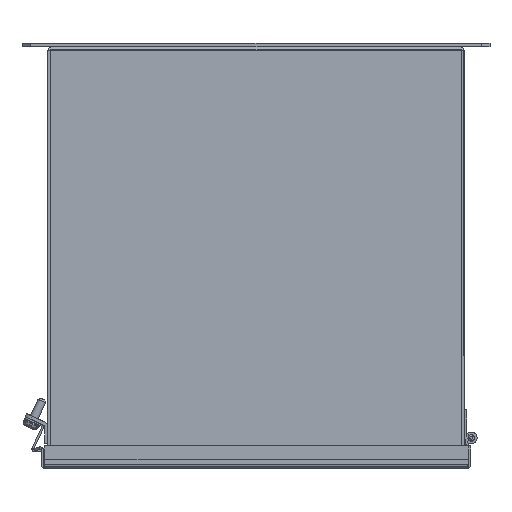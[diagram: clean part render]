
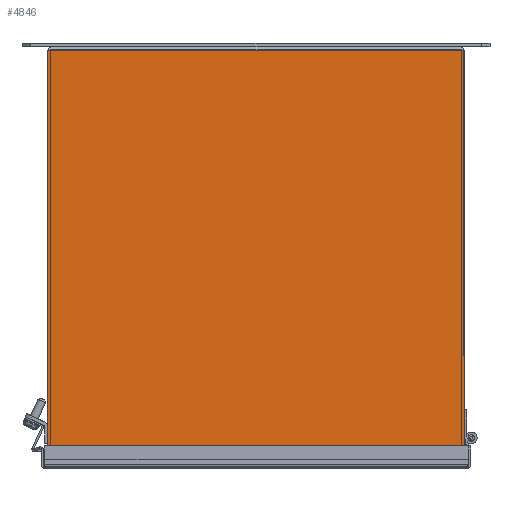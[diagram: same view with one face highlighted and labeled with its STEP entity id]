
A CAD part, left-side view. The second image highlights one B-rep face of the part: STEP entity #4846.
In plain terms, the highlighted planar face has unit normal (-1, 0, 0).
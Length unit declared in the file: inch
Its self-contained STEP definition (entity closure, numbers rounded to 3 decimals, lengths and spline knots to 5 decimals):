
#1972 = LINE ( 'NONE', #17455, #24064 ) ;
#2258 = VERTEX_POINT ( 'NONE', #13997 ) ;
#2479 = AXIS2_PLACEMENT_3D ( 'NONE', #3068, #17053, #16788 ) ;
#2927 = VECTOR ( 'NONE', #7508, 39.37008 ) ;
#3068 = CARTESIAN_POINT ( 'NONE',  ( -36., 11.89, 0. ) ) ;
#3363 = VERTEX_POINT ( 'NONE', #6688 ) ;
#4399 = EDGE_CURVE ( 'NONE', #18764, #3363, #5769, .T. ) ;
#4812 = CARTESIAN_POINT ( 'NONE',  ( -36., 0., 0. ) ) ;
#4846 = ADVANCED_FACE ( 'NONE', ( #14660 ), #9235, .F. ) ;
#5769 = LINE ( 'NONE', #15120, #2927 ) ;
#6083 = ORIENTED_EDGE ( 'NONE', *, *, #18228, .F. ) ;
#6688 = CARTESIAN_POINT ( 'NONE',  ( -36., 11.78, -12. ) ) ;
#7508 = DIRECTION ( 'NONE',  ( 0., 0., -1. ) ) ;
#7533 = CARTESIAN_POINT ( 'NONE',  ( -36., 11.89, 0. ) ) ;
#9235 = PLANE ( 'NONE',  #2479 ) ;
#11165 = ORIENTED_EDGE ( 'NONE', *, *, #18750, .T. ) ;
#12344 = VERTEX_POINT ( 'NONE', #4812 ) ;
#13438 = EDGE_LOOP ( 'NONE', ( #11165, #18479, #6083, #20507 ) ) ;
#13912 = CARTESIAN_POINT ( 'NONE',  ( -36., 0., 0. ) ) ;
#13997 = CARTESIAN_POINT ( 'NONE',  ( -36., 0., -12. ) ) ;
#14335 = EDGE_CURVE ( 'NONE', #2258, #12344, #16041, .T. ) ;
#14660 = FACE_OUTER_BOUND ( 'NONE', #13438, .T. ) ;
#14922 = VECTOR ( 'NONE', #24733, 39.37008 ) ;
#15120 = CARTESIAN_POINT ( 'NONE',  ( -36., 11.78, 0. ) ) ;
#16041 = LINE ( 'NONE', #13912, #21402 ) ;
#16788 = DIRECTION ( 'NONE',  ( 0., 0., -1. ) ) ;
#17053 = DIRECTION ( 'NONE',  ( 1., 0., 0. ) ) ;
#17319 = CARTESIAN_POINT ( 'NONE',  ( -36., 11.78, 0. ) ) ;
#17455 = CARTESIAN_POINT ( 'NONE',  ( -36., 11.89, -12. ) ) ;
#18228 = EDGE_CURVE ( 'NONE', #18764, #12344, #21217, .T. ) ;
#18479 = ORIENTED_EDGE ( 'NONE', *, *, #14335, .T. ) ;
#18750 = EDGE_CURVE ( 'NONE', #3363, #2258, #1972, .T. ) ;
#18764 = VERTEX_POINT ( 'NONE', #17319 ) ;
#20507 = ORIENTED_EDGE ( 'NONE', *, *, #4399, .T. ) ;
#21217 = LINE ( 'NONE', #7533, #14922 ) ;
#21278 = DIRECTION ( 'NONE',  ( 0., -1., 0. ) ) ;
#21402 = VECTOR ( 'NONE', #23609, 39.37008 ) ;
#23609 = DIRECTION ( 'NONE',  ( 0., 0., 1. ) ) ;
#24064 = VECTOR ( 'NONE', #21278, 39.37008 ) ;
#24733 = DIRECTION ( 'NONE',  ( 0., -1., 0. ) ) ;
